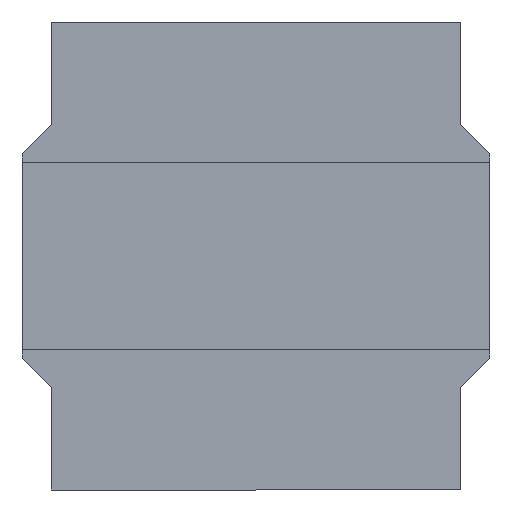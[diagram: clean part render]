
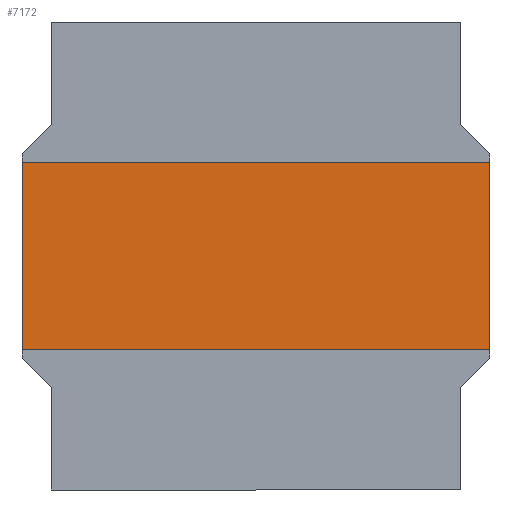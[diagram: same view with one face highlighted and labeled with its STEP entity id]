
A CAD part, front view. The second image highlights one B-rep face of the part: STEP entity #7172.
In plain terms, the highlighted planar face has unit normal (0, -1, 0).
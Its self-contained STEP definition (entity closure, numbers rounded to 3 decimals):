
#1 = ORIENTED_EDGE ( 'NONE', *, *, #2324, .F. ) ;
#663 = VERTEX_POINT ( 'NONE', #8444 ) ;
#732 = EDGE_CURVE ( 'NONE', #7272, #663, #10538, .T. ) ;
#1007 = VECTOR ( 'NONE', #7494, 1000. ) ;
#1038 = FACE_OUTER_BOUND ( 'NONE', #11397, .T. ) ;
#1135 = CARTESIAN_POINT ( 'NONE',  ( -2., -1.5, -0.875 ) ) ;
#1988 = LINE ( 'NONE', #10539, #5512 ) ;
#2324 = EDGE_CURVE ( 'NONE', #663, #3419, #10405, .T. ) ;
#2425 = EDGE_CURVE ( 'NONE', #9424, #7272, #1988, .T. ) ;
#3010 = CARTESIAN_POINT ( 'NONE',  ( -2., -1.5, -0.8 ) ) ;
#3419 = VERTEX_POINT ( 'NONE', #3010 ) ;
#3913 = ORIENTED_EDGE ( 'NONE', *, *, #2425, .F. ) ;
#5384 = CARTESIAN_POINT ( 'NONE',  ( 0., -1.5, 0. ) ) ;
#5512 = VECTOR ( 'NONE', #9581, 1000. ) ;
#5964 = PLANE ( 'NONE',  #7650 ) ;
#6083 = ORIENTED_EDGE ( 'NONE', *, *, #7687, .F. ) ;
#6349 = CARTESIAN_POINT ( 'NONE',  ( -2., -1.5, -0.8 ) ) ;
#6404 = CARTESIAN_POINT ( 'NONE',  ( -2., -1.5, 0.8 ) ) ;
#6664 = CARTESIAN_POINT ( 'NONE',  ( 2., -1.5, -0.875 ) ) ;
#7142 = DIRECTION ( 'NONE',  ( 0., 0., 1. ) ) ;
#7172 = ADVANCED_FACE ( 'NONE', ( #1038 ), #5964, .F. ) ;
#7238 = DIRECTION ( 'NONE',  ( 0., 1., 0. ) ) ;
#7272 = VERTEX_POINT ( 'NONE', #8141 ) ;
#7494 = DIRECTION ( 'NONE',  ( -1., 0., 0. ) ) ;
#7650 = AXIS2_PLACEMENT_3D ( 'NONE', #5384, #7238, #11969 ) ;
#7687 = EDGE_CURVE ( 'NONE', #3419, #9424, #8049, .T. ) ;
#8049 = LINE ( 'NONE', #1135, #10099 ) ;
#8141 = CARTESIAN_POINT ( 'NONE',  ( 2., -1.5, 0.8 ) ) ;
#8444 = CARTESIAN_POINT ( 'NONE',  ( 2., -1.5, -0.8 ) ) ;
#9424 = VERTEX_POINT ( 'NONE', #6404 ) ;
#9444 = VECTOR ( 'NONE', #10731, 1000. ) ;
#9581 = DIRECTION ( 'NONE',  ( 1., 0., 0. ) ) ;
#10099 = VECTOR ( 'NONE', #7142, 1000. ) ;
#10375 = ORIENTED_EDGE ( 'NONE', *, *, #732, .F. ) ;
#10405 = LINE ( 'NONE', #6349, #1007 ) ;
#10538 = LINE ( 'NONE', #6664, #9444 ) ;
#10539 = CARTESIAN_POINT ( 'NONE',  ( -2., -1.5, 0.8 ) ) ;
#10731 = DIRECTION ( 'NONE',  ( 0., 0., -1. ) ) ;
#11397 = EDGE_LOOP ( 'NONE', ( #1, #10375, #3913, #6083 ) ) ;
#11969 = DIRECTION ( 'NONE',  ( 0., 0., 1. ) ) ;
